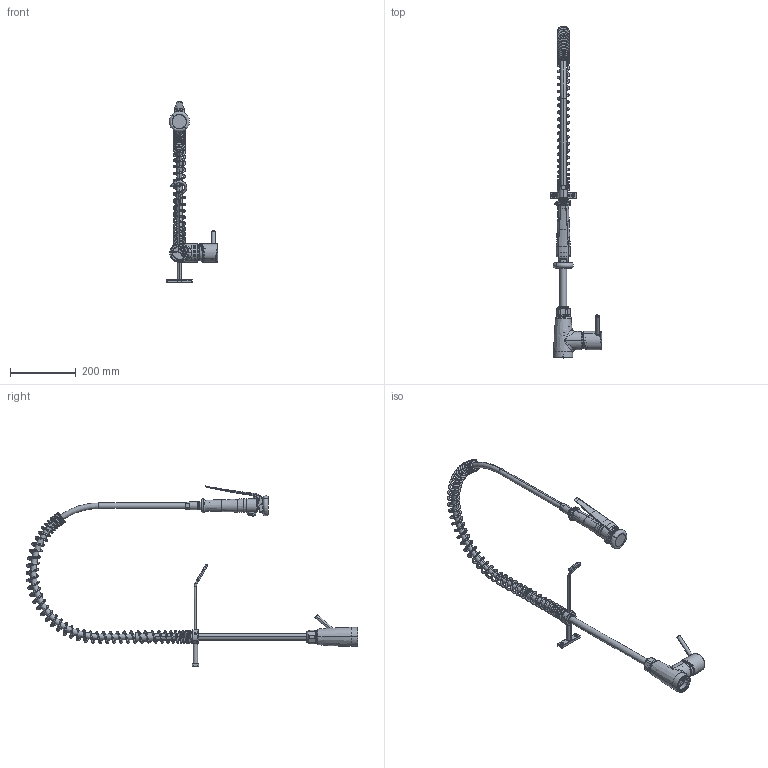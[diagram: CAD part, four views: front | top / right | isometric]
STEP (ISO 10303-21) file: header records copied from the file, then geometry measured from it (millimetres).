
FILE_DESCRIPTION((''),'2;1');
FILE_NAME('506129_SW0001','2021-04-26T15:49:31',('LF994'),(''),'CREO PARAMETRIC BY PTC INC, 2018500','CREO PARAMETRIC BY PTC INC, 2018500','');
FILE_SCHEMA(('CONFIG_CONTROL_DESIGN'));
Products named in the file (1): 506129_SW0001
Bounding box: 157.35 x 1011.82 x 550.01 mm (x, y, z)
Volume: 863479.9 mm3; surface area: 434631.1 mm2
Topology: 3 solids, 10 shells, 1512 faces, 3554 edges, 2126 vertices
Faces by surface type: cylinder 416, plane 330, bspline 269, torus 237, cone 194, sphere 55, revolution 6, extrusion 5
Entity records: 92132 total; most frequent: CARTESIAN_POINT 59467, ORIENTED_EDGE 7084, DIRECTION 6509, EDGE_CURVE 3542, AXIS2_PLACEMENT_3D 2768, VERTEX_POINT 2126, EDGE_LOOP 1620, CIRCLE 1532
